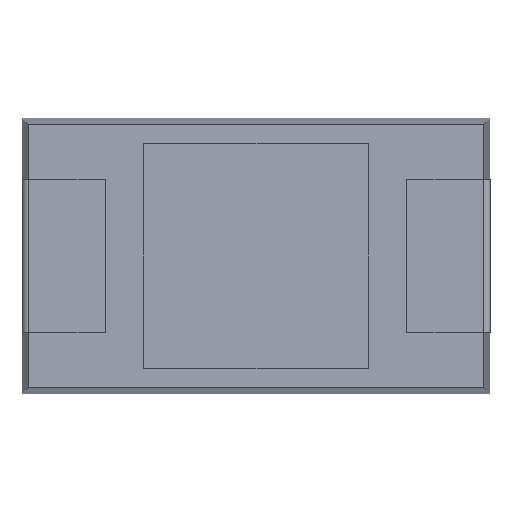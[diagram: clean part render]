
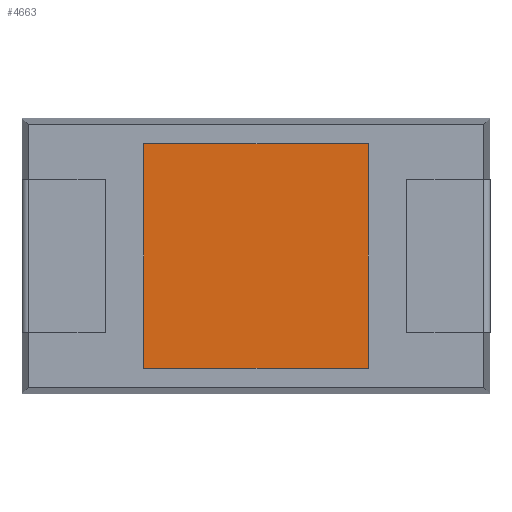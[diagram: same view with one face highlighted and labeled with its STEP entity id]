
A CAD part, front view. The second image highlights one B-rep face of the part: STEP entity #4663.
In plain terms, the highlighted planar face has unit normal (0, -1, 0).
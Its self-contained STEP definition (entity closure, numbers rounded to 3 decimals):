
#92 = DIRECTION ( 'NONE',  ( 0., 0., -1. ) ) ;
#101 = ORIENTED_EDGE ( 'NONE', *, *, #2394, .F. ) ;
#189 = DIRECTION ( 'NONE',  ( 1., 0., 0. ) ) ;
#853 = VECTOR ( 'NONE', #92, 1000. ) ;
#872 = AXIS2_PLACEMENT_3D ( 'NONE', #1025, #1114, #4410 ) ;
#1025 = CARTESIAN_POINT ( 'NONE',  ( 0., 0., 0. ) ) ;
#1114 = DIRECTION ( 'NONE',  ( 0., -1., 0. ) ) ;
#1301 = CARTESIAN_POINT ( 'NONE',  ( 1.75, 0., 1.75 ) ) ;
#1425 = ORIENTED_EDGE ( 'NONE', *, *, #2316, .F. ) ;
#1452 = VERTEX_POINT ( 'NONE', #2397 ) ;
#1470 = VERTEX_POINT ( 'NONE', #1301 ) ;
#1488 = FACE_OUTER_BOUND ( 'NONE', #2329, .T. ) ;
#1556 = CARTESIAN_POINT ( 'NONE',  ( -1.75, 0., 1.75 ) ) ;
#1579 = DIRECTION ( 'NONE',  ( -1., 0., 0. ) ) ;
#1731 = LINE ( 'NONE', #2848, #853 ) ;
#2120 = CARTESIAN_POINT ( 'NONE',  ( -1.75, 0., -1.75 ) ) ;
#2230 = PLANE ( 'NONE',  #872 ) ;
#2277 = CARTESIAN_POINT ( 'NONE',  ( -1.75, 0., 1.75 ) ) ;
#2316 = EDGE_CURVE ( 'NONE', #1470, #1452, #1731, .T. ) ;
#2329 = EDGE_LOOP ( 'NONE', ( #5690, #4170, #1425, #101 ) ) ;
#2394 = EDGE_CURVE ( 'NONE', #5446, #1470, #6816, .T. ) ;
#2397 = CARTESIAN_POINT ( 'NONE',  ( 1.75, 0., -1.75 ) ) ;
#2848 = CARTESIAN_POINT ( 'NONE',  ( 1.75, 0., -1.75 ) ) ;
#3397 = VECTOR ( 'NONE', #5705, 1000. ) ;
#3582 = EDGE_CURVE ( 'NONE', #3743, #5446, #5234, .T. ) ;
#3743 = VERTEX_POINT ( 'NONE', #4372 ) ;
#4170 = ORIENTED_EDGE ( 'NONE', *, *, #6440, .F. ) ;
#4372 = CARTESIAN_POINT ( 'NONE',  ( -1.75, 0., -1.75 ) ) ;
#4410 = DIRECTION ( 'NONE',  ( 0., 0., -1. ) ) ;
#4663 = ADVANCED_FACE ( 'NONE', ( #1488 ), #2230, .T. ) ;
#4668 = VECTOR ( 'NONE', #1579, 1000. ) ;
#5234 = LINE ( 'NONE', #2277, #3397 ) ;
#5446 = VERTEX_POINT ( 'NONE', #1556 ) ;
#5690 = ORIENTED_EDGE ( 'NONE', *, *, #3582, .F. ) ;
#5705 = DIRECTION ( 'NONE',  ( 0., 0., 1. ) ) ;
#6360 = CARTESIAN_POINT ( 'NONE',  ( 1.75, 0., 1.75 ) ) ;
#6440 = EDGE_CURVE ( 'NONE', #1452, #3743, #7103, .T. ) ;
#6545 = VECTOR ( 'NONE', #189, 1000. ) ;
#6816 = LINE ( 'NONE', #6360, #6545 ) ;
#7103 = LINE ( 'NONE', #2120, #4668 ) ;
